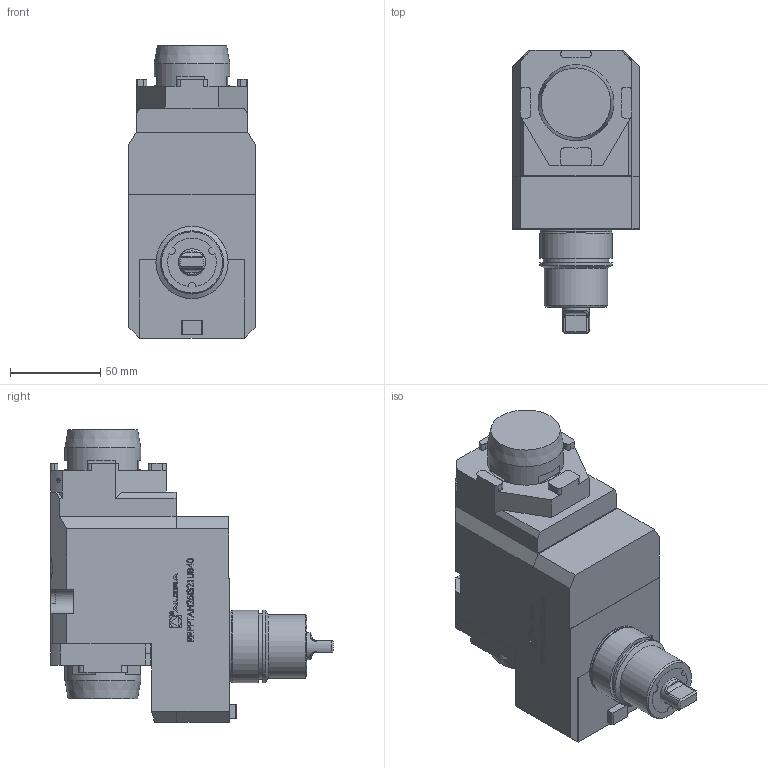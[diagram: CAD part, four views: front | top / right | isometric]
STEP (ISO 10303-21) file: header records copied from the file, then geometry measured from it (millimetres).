
FILE_DESCRIPTION (( 'STEP AP214' ), '1' );
FILE_NAME ('RRPPTAH25I321UB40.STEP', '2025-09-26T06:42:19', ( '' ), ( '' ), 'SwSTEP 2.0', 'SolidWorks 2023', '' );
FILE_SCHEMA (( 'AUTOMOTIVE_DESIGN' ));
Length unit declared in the file: millimetre
Products named in the file (1): RRPPTAH25I321UB40
Bounding box: 70 x 156.7 x 162 mm (x, y, z)
Volume: 850817.7 mm3; surface area: 67444.7 mm2
Topology: 1 solids, 1 shells, 565 faces, 1507 edges, 1000 vertices
Faces by surface type: plane 386, bspline 90, cylinder 74, cone 13, torus 2
Full cylindrical faces by diameter (mm): 1.7 x1, 2.1 x1, 6.366 x1, 15 x1, 35 x1, 36.4 x1, 39.6 x1, 40 x2, 42 x2
Entity records: 27147 total; most frequent: CARTESIAN_POINT 9937, ORIENTED_EDGE 2958, DIRECTION 2396, EDGE_CURVE 1479, VECTOR 1074, LINE 1074, VERTEX_POINT 992, AXIS2_PLACEMENT_3D 661
